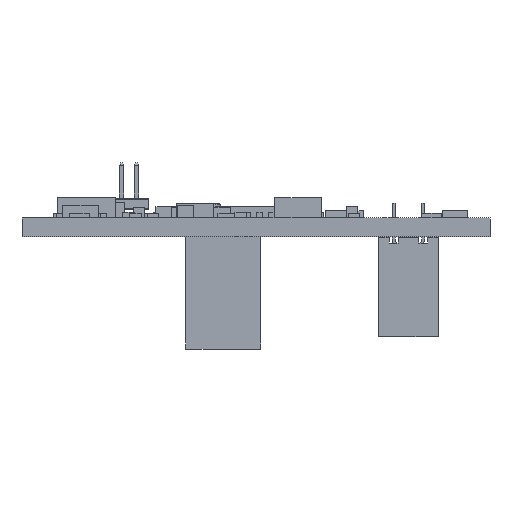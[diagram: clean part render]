
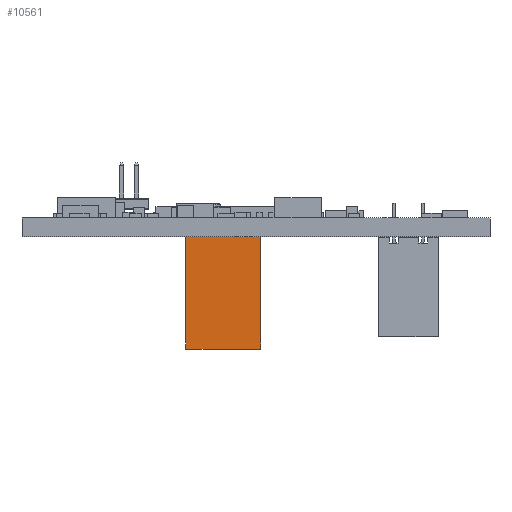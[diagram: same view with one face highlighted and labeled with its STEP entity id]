
A CAD part, front view. The second image highlights one B-rep face of the part: STEP entity #10561.
In plain terms, the highlighted planar face has unit normal (0, -1, 0).
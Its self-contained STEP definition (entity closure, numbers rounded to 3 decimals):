
#10536 = VERTEX_POINT('',#10537);
#10537 = CARTESIAN_POINT('',(-3.2,-3.2,9.6));
#10543 = EDGE_CURVE('',#10544,#10536,#10546,.T.);
#10544 = VERTEX_POINT('',#10545);
#10545 = CARTESIAN_POINT('',(-3.2,-3.2,0.));
#10546 = LINE('',#10547,#10548);
#10547 = CARTESIAN_POINT('',(-3.2,-3.2,0.));
#10548 = VECTOR('',#10549,1.);
#10549 = DIRECTION('',(0.,0.,1.));
#10561 = ADVANCED_FACE('',(#10562),#10587,.F.);
#10562 = FACE_BOUND('',#10563,.F.);
#10563 = EDGE_LOOP('',(#10564,#10565,#10573,#10581));
#10564 = ORIENTED_EDGE('',*,*,#10543,.T.);
#10565 = ORIENTED_EDGE('',*,*,#10566,.T.);
#10566 = EDGE_CURVE('',#10536,#10567,#10569,.T.);
#10567 = VERTEX_POINT('',#10568);
#10568 = CARTESIAN_POINT('',(3.2,-3.2,9.6));
#10569 = LINE('',#10570,#10571);
#10570 = CARTESIAN_POINT('',(-3.2,-3.2,9.6));
#10571 = VECTOR('',#10572,1.);
#10572 = DIRECTION('',(1.,0.,0.));
#10573 = ORIENTED_EDGE('',*,*,#10574,.F.);
#10574 = EDGE_CURVE('',#10575,#10567,#10577,.T.);
#10575 = VERTEX_POINT('',#10576);
#10576 = CARTESIAN_POINT('',(3.2,-3.2,0.));
#10577 = LINE('',#10578,#10579);
#10578 = CARTESIAN_POINT('',(3.2,-3.2,0.));
#10579 = VECTOR('',#10580,1.);
#10580 = DIRECTION('',(0.,0.,1.));
#10581 = ORIENTED_EDGE('',*,*,#10582,.F.);
#10582 = EDGE_CURVE('',#10544,#10575,#10583,.T.);
#10583 = LINE('',#10584,#10585);
#10584 = CARTESIAN_POINT('',(-3.2,-3.2,0.));
#10585 = VECTOR('',#10586,1.);
#10586 = DIRECTION('',(1.,0.,0.));
#10587 = PLANE('',#10588);
#10588 = AXIS2_PLACEMENT_3D('',#10589,#10590,#10591);
#10589 = CARTESIAN_POINT('',(-3.2,-3.2,0.));
#10590 = DIRECTION('',(0.,1.,0.));
#10591 = DIRECTION('',(1.,0.,0.));
